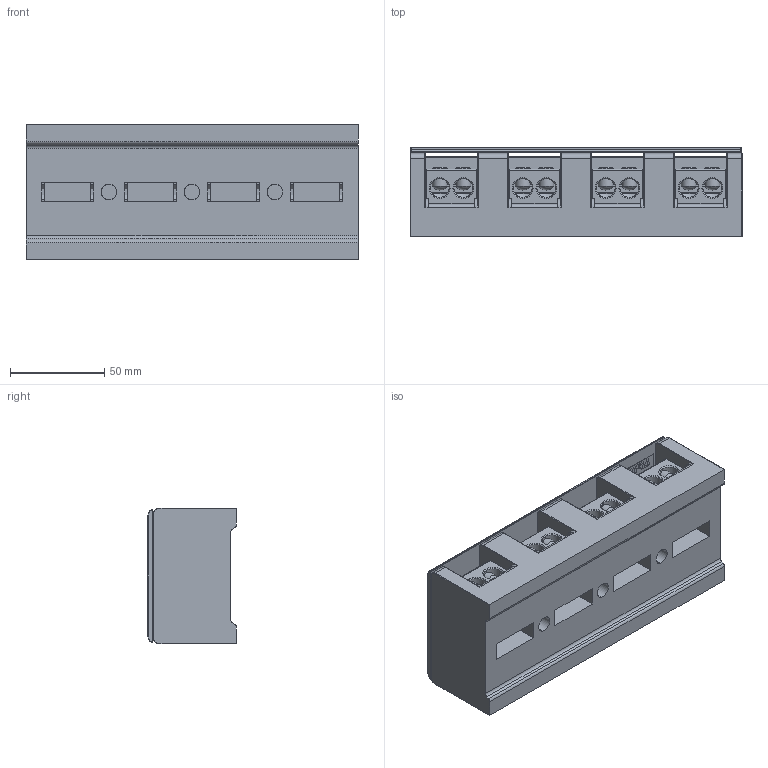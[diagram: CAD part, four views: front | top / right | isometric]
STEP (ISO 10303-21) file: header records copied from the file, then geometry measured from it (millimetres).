
FILE_DESCRIPTION((''),'2;1');
FILE_NAME('5YB574868','2023-07-27T',('Administrator'),(''),'PRO/ENGINEER BY PARAMETRIC TECHNOLOGY CORPORATION, 2013230','PRO/ENGINEER BY PARAMETRIC TECHNOLOGY CORPORATION, 2013230','');
FILE_SCHEMA(('CONFIG_CONTROL_DESIGN'));
Products named in the file (1): 5YB574868
Bounding box: 176 x 47 x 72 mm (x, y, z)
Volume: 373735.6 mm3; surface area: 117672.2 mm2
Topology: 1 solids, 17 shells, 2224 faces, 6064 edges, 3868 vertices
Faces by surface type: plane 1454, cylinder 394, cone 152, bspline 148, torus 44, sphere 32
Entity records: 76697 total; most frequent: CARTESIAN_POINT 21358, ORIENTED_EDGE 12016, DIRECTION 10602, EDGE_CURVE 6008, VECTOR 4478, LINE 4478, VERTEX_POINT 3868, AXIS2_PLACEMENT_3D 3062
